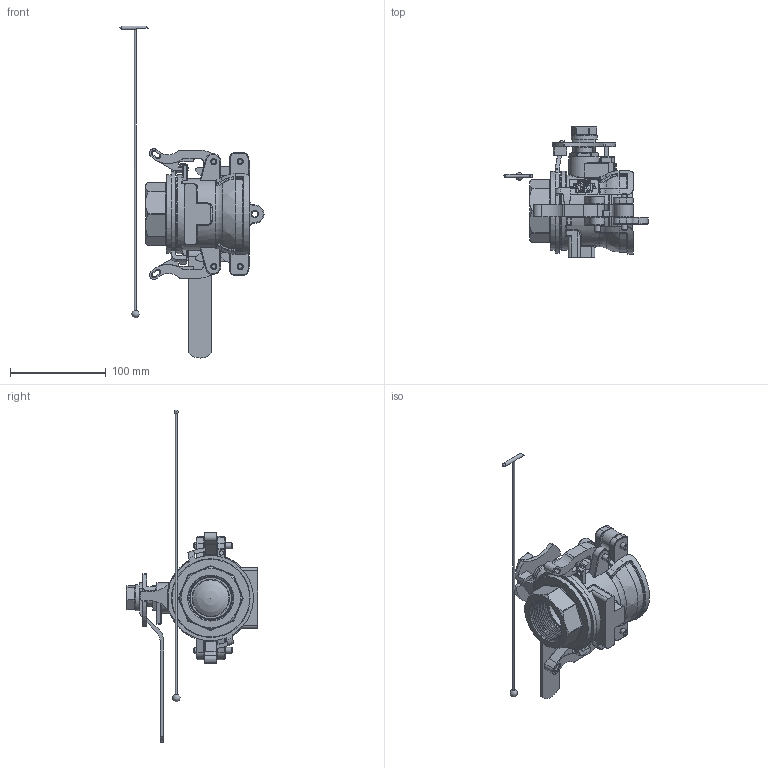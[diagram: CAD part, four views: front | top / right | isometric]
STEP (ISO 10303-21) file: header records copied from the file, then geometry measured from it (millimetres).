
FILE_DESCRIPTION(/* description */ ('1 1/2" SS FEMALE DRYMATE'),/* implementation_level */ '2;1');
FILE_NAME(/* name */ 'DM150DSS.stp',/* time_stamp */ '2016-10-17T16:19:49-04:00',/* author */ ('BDB'),/* organization */ (''),/* preprocessor_version */ 'ST-DEVELOPER v16.5',/* originating_system */ 'Autodesk Inventor 2017',/* authorisation */ '');
FILE_SCHEMA (('AUTOMOTIVE_DESIGN { 1 0 10303 214 3 1 1 }'));
Products named in the file (33): DM150DSS; DM15154FSS; DB20258; DB20281; DM15151SS; DM15153SS; DM15154SS; DM15204SS; DM15255FSS; DM15257FSS; DM15288SS; DM15288SSX; DM15289SS; DM200APL; DB20312AP; DB20312AY; DB20312AX; DB20311V; DB20314; DM20300; 200P; DM200KX; DM20294A; V20207A; V20258; VSS15020; VSS15021; VSS15060; VSS15159; VSS15160; VSS15160M; VSS15160S; VSS15160F
Assembly tree (38 placements, depth 5):
  DM150DSS
    DM15154FSS
    200P  x2
    DB20258
    DB20281  x2
    DM15151SS
    DM15153SS
    DM15154SS
    DM15204SS
    DM15255FSS
    DM15257FSS
    DM15288SS
      DM15288SSX
    DM15289SS
    DM200APL
      DB20312AP
        DB20312AY
          DB20312AX
      DB20311V
      DB20314
      DM20300  x2
      200P  x2
    DM200KX  x2
    DM20294A
    V20207A
    V20258
    VSS15020
    VSS15021
    VSS15060
    VSS15159
    VSS15160
      VSS15160M
      VSS15160S
      VSS15160F
Bounding box: 150.25 x 137.19 x 346.32 mm (x, y, z)
Volume: 479095.8 mm3; surface area: 217432.3 mm2
Topology: 35 solids, 35 shells, 2811 faces, 7174 edges, 4617 vertices
Faces by surface type: plane 1146, bspline 764, cylinder 638, torus 125, cone 84, sphere 54
Full cylindrical faces by diameter (mm): 2.381 x1, 3.175 x3, 3.969 x1, 4.572 x1, 6.325 x4, 6.35 x9, 6.502 x4, 7.112 x3, 16.825 x2, 16.993 x1, 17.018 x3, 17.17 x1, 17.526 x2, 19.99 x1, 20.066 x1, 21.336 x1, 22.261 x2, 22.606 x1, 23.19 x3, 23.368 x5, 31.75 x1, 38.1 x4, 41.046 x1, 43.942 x1, 47.6 x1, 50.8 x2, 54.61 x2, 55.575 x1, 55.753 x1, 57.15 x3
Entity records: 108718 total; most frequent: CARTESIAN_POINT 46576, ORIENTED_EDGE 13250, DIRECTION 10644, EDGE_CURVE 6625, VERTEX_POINT 4354, AXIS2_PLACEMENT_3D 3626, LINE 3392, VECTOR 3392
